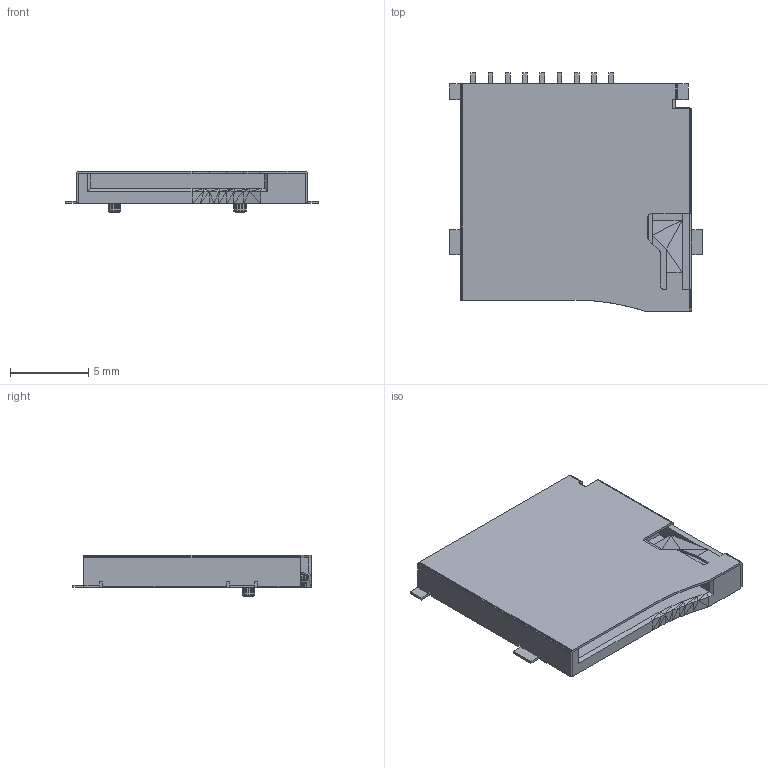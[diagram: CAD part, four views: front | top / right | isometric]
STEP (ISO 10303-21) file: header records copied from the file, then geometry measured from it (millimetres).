
FILE_DESCRIPTION(('FreeCAD Model'),'2;1');
FILE_NAME('Open CASCADE Shape Model','2023-12-17T22:13:04',('Author'),( ''),'Open CASCADE STEP processor 7.6','FreeCAD','Unknown');
FILE_SCHEMA(('AUTOMOTIVE_DESIGN { 1 0 10303 214 1 1 1 1 }'));
Length unit declared in the file: millimetre
Products named in the file (1): XUNPU_TF_115_BCP011
Bounding box: 16.15 x 15.2 x 2.65 mm (x, y, z)
Surface area: 1122.5 mm2 (no closed solid volume)
Topology: 0 solids, 11 shells, 552 faces, 1338 edges, 824 vertices
Faces by surface type: plane 552
Entity records: 15606 total; most frequent: CARTESIAN_POINT 2715, ORIENTED_EDGE 2676, DIRECTION 2444, EDGE_CURVE 1338, LINE 1338, VECTOR 1338, VERTEX_POINT 824, FACE_BOUND 570
